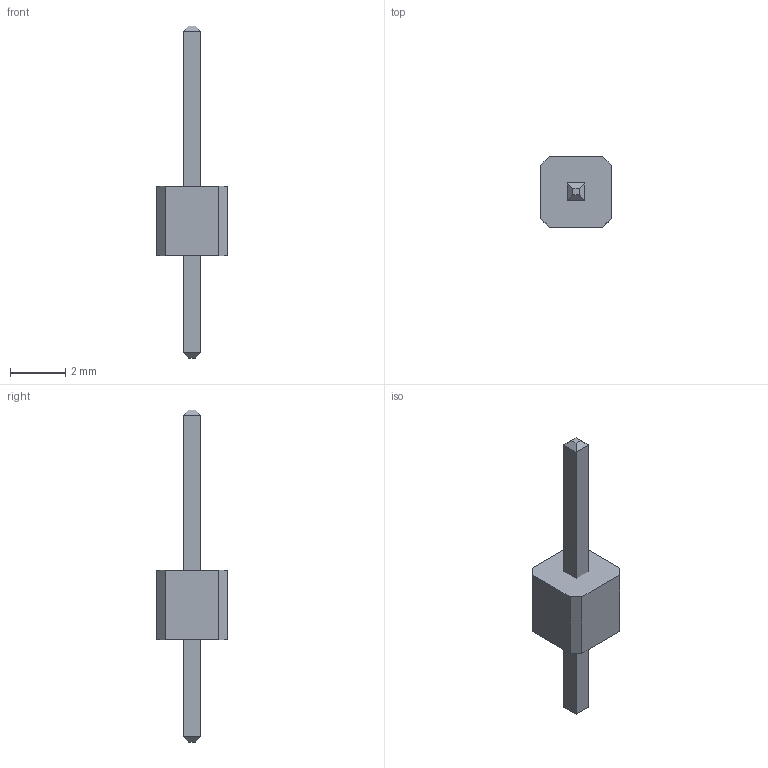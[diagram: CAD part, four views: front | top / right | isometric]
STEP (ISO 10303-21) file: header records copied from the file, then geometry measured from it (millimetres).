
FILE_DESCRIPTION(('FreeCAD Model'),'2;1');
FILE_NAME('BaretteBroche1p2.54-00Deg.step', '2016-11-30T11:36:07',('Daniel Sallin'),('Daniel-STP'), 'Open CASCADE STEP processor 6.8','FreeCAD','Unknown');
FILE_SCHEMA(('AUTOMOTIVE_DESIGN_CC2 { 1 2 10303 214 -1 1 5 4 }'));
Length unit declared in the file: millimetre
Products named in the file (3): ASSEMBLY; Chamfer001; Chamfer
Assembly tree (2 placements, depth 2):
  ASSEMBLY
    Chamfer001
    Chamfer
Bounding box: 2.54 x 2.54 x 12 mm (x, y, z)
Volume: 20.4 mm3; surface area: 66.5 mm2
Topology: 2 solids, 2 shells, 24 faces, 52 edges, 32 vertices
Faces by surface type: plane 24
Entity records: 1373 total; most frequent: CARTESIAN_POINT 215, DIRECTION 210, LINE 156, VECTOR 156, ORIENTED_EDGE 104, PCURVE 104, DEFINITIONAL_REPRESENTATION 104, EDGE_CURVE 52
